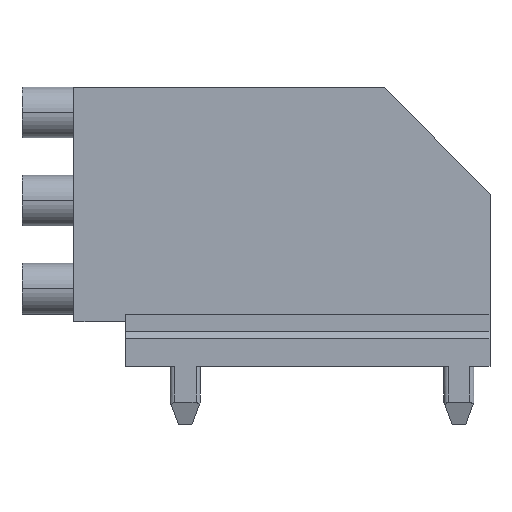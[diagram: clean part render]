
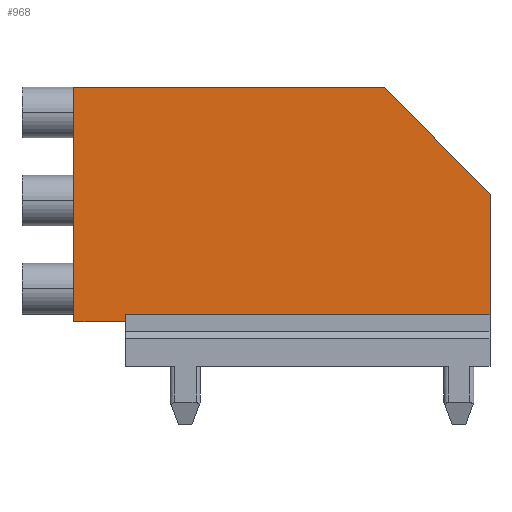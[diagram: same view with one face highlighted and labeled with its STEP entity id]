
A CAD part, front view. The second image highlights one B-rep face of the part: STEP entity #968.
In plain terms, the highlighted planar face has unit normal (0, -1, 0).
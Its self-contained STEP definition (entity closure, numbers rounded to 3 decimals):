
#89=CARTESIAN_POINT('',(-12.167,-1.249,8.128));
#90=VERTEX_POINT('',#89);
#131=CARTESIAN_POINT('',(-12.167,-1.249,12.446));
#132=VERTEX_POINT('',#131);
#165=CARTESIAN_POINT('',(-12.167,-1.249,3.81));
#166=VERTEX_POINT('',#165);
#728=CARTESIAN_POINT('',(-9.627,-1.249,2.54));
#729=VERTEX_POINT('',#728);
#736=CARTESIAN_POINT('',(-9.627,-1.249,2.184));
#737=VERTEX_POINT('',#736);
#738=CARTESIAN_POINT('',(-9.627,-1.249,2.184));
#739=DIRECTION('',(0.0,0.0,1.0));
#740=VECTOR('',#739,0.356);
#741=LINE('',#738,#740);
#742=EDGE_CURVE('',#737,#729,#741,.T.);
#758=CARTESIAN_POINT('',(-12.167,-1.249,2.184));
#759=VERTEX_POINT('',#758);
#760=CARTESIAN_POINT('',(-12.167,-1.249,2.184));
#761=DIRECTION('',(1.0,0.0,0.0));
#762=VECTOR('',#761,2.54);
#763=LINE('',#760,#762);
#764=EDGE_CURVE('',#759,#737,#763,.T.);
#784=CARTESIAN_POINT('',(-12.167,-1.249,3.81));
#785=DIRECTION('',(0.0,0.0,-1.0));
#786=VECTOR('',#785,1.626);
#787=LINE('',#784,#786);
#788=EDGE_CURVE('',#166,#759,#787,.T.);
#861=CARTESIAN_POINT('',(-12.167,-1.249,8.128));
#862=DIRECTION('',(0.0,0.0,-1.0));
#863=VECTOR('',#862,4.318);
#864=LINE('',#861,#863);
#865=EDGE_CURVE('',#90,#166,#864,.T.);
#875=CARTESIAN_POINT('',(-12.167,-1.249,12.446));
#876=DIRECTION('',(0.0,0.0,-1.0));
#877=VECTOR('',#876,4.318);
#878=LINE('',#875,#877);
#879=EDGE_CURVE('',#132,#90,#878,.T.);
#907=CARTESIAN_POINT('',(-12.167,-1.249,13.691));
#908=VERTEX_POINT('',#907);
#916=CARTESIAN_POINT('',(-12.167,-1.249,13.691));
#917=DIRECTION('',(0.,0.0,-1.0));
#918=VECTOR('',#917,1.245);
#919=LINE('',#916,#918);
#920=EDGE_CURVE('',#908,#132,#919,.T.);
#925=CARTESIAN_POINT('',(-13.186,-1.249,1.609));
#926=DIRECTION('',(0.0,-1.0,0.0));
#927=DIRECTION('',(1.0,0.0,0.0));
#928=AXIS2_PLACEMENT_3D('',#925,#926,#927);
#929=PLANE('',#928);
#930=CARTESIAN_POINT('',(8.23,-1.249,2.54));
#931=VERTEX_POINT('',#930);
#932=CARTESIAN_POINT('',(8.23,-1.249,8.427));
#933=VERTEX_POINT('',#932);
#934=CARTESIAN_POINT('',(8.23,-1.249,2.54));
#935=DIRECTION('',(0.,0.0,1.0));
#936=VECTOR('',#935,5.887);
#937=LINE('',#934,#936);
#938=EDGE_CURVE('',#931,#933,#937,.T.);
#939=ORIENTED_EDGE('',*,*,#938,.T.);
#940=CARTESIAN_POINT('',(3.078,-1.249,13.691));
#941=VERTEX_POINT('',#940);
#942=CARTESIAN_POINT('',(8.23,-1.249,8.427));
#943=DIRECTION('',(-0.699,0.,0.715));
#944=VECTOR('',#943,7.365);
#945=LINE('',#942,#944);
#946=EDGE_CURVE('',#933,#941,#945,.T.);
#947=ORIENTED_EDGE('',*,*,#946,.T.);
#948=CARTESIAN_POINT('',(-12.167,-1.249,13.691));
#949=DIRECTION('',(1.0,0.0,0.0));
#950=VECTOR('',#949,15.245);
#951=LINE('',#948,#950);
#952=EDGE_CURVE('',#908,#941,#951,.T.);
#953=ORIENTED_EDGE('',*,*,#952,.F.);
#954=ORIENTED_EDGE('',*,*,#920,.T.);
#955=ORIENTED_EDGE('',*,*,#879,.T.);
#956=ORIENTED_EDGE('',*,*,#865,.T.);
#957=ORIENTED_EDGE('',*,*,#788,.T.);
#958=ORIENTED_EDGE('',*,*,#764,.T.);
#959=ORIENTED_EDGE('',*,*,#742,.T.);
#960=CARTESIAN_POINT('',(8.23,-1.249,2.54));
#961=DIRECTION('',(-1.0,0.0,0.0));
#962=VECTOR('',#961,17.856);
#963=LINE('',#960,#962);
#964=EDGE_CURVE('',#931,#729,#963,.T.);
#965=ORIENTED_EDGE('',*,*,#964,.F.);
#966=EDGE_LOOP('',(#939,#947,#953,#954,#955,#956,#957,#958,#959,#965));
#967=FACE_OUTER_BOUND('',#966,.T.);
#968=ADVANCED_FACE('',(#967),#929,.T.);
